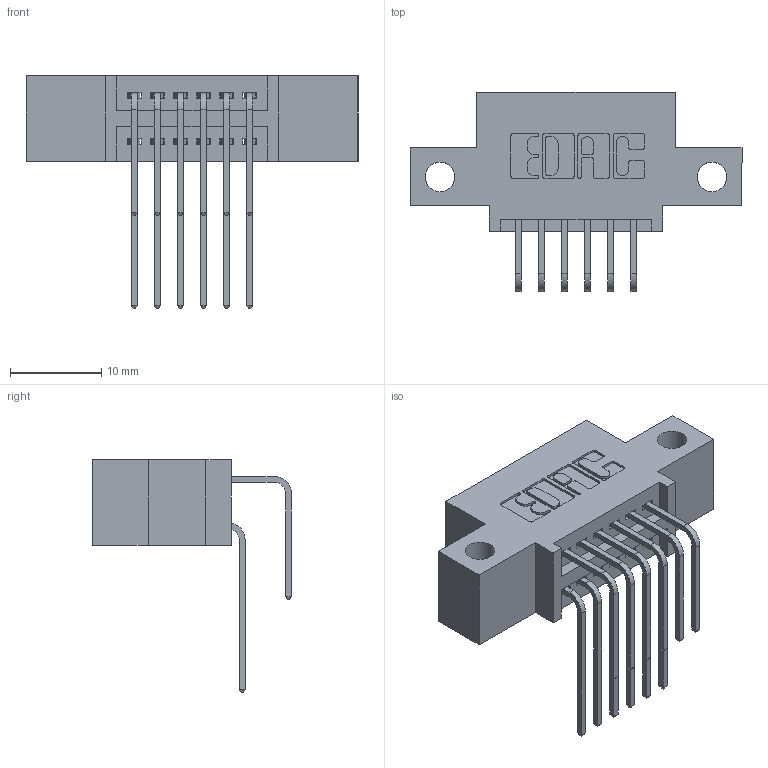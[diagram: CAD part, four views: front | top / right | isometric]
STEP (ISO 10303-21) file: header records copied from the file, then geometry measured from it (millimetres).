
FILE_DESCRIPTION (( 'STEP AP203' ), '1' );
FILE_NAME ('345-012-558-512.STEP', '2019-10-26T16:57:35', ( '' ), ( '' ), 'SwSTEP 2.0', 'SolidWorks 2016', '' );
FILE_SCHEMA (( 'CONFIG_CONTROL_DESIGN' ));
Length unit declared in the file: inch
Products named in the file (4): 345-292-001_558 559 Tail - 1; 345 Part_0.110 Offset - Side Mount; 345-012-558-512; 345-292-001_558 Tail - 2
Assembly tree (13 placements, depth 2):
  345-012-558-512
    345 Part_0.110 Offset - Side Mount
    345-292-001_558 559 Tail - 1  x6
    345-292-001_558 Tail - 2  x6
Bounding box: 36.45 x 21.83 x 25.53 mm (x, y, z)
Volume: 3115.1 mm3; surface area: 4190.1 mm2
Topology: 13 solids, 13 shells, 754 faces, 2213 edges, 1458 vertices
Faces by surface type: plane 504, cylinder 250
Entity records: 11341 total; most frequent: CARTESIAN_POINT 1983, ORIENTED_EDGE 1866, DIRECTION 1765, EDGE_CURVE 933, LINE 737, VECTOR 737, VERTEX_POINT 618, AXIS2_PLACEMENT_3D 514
